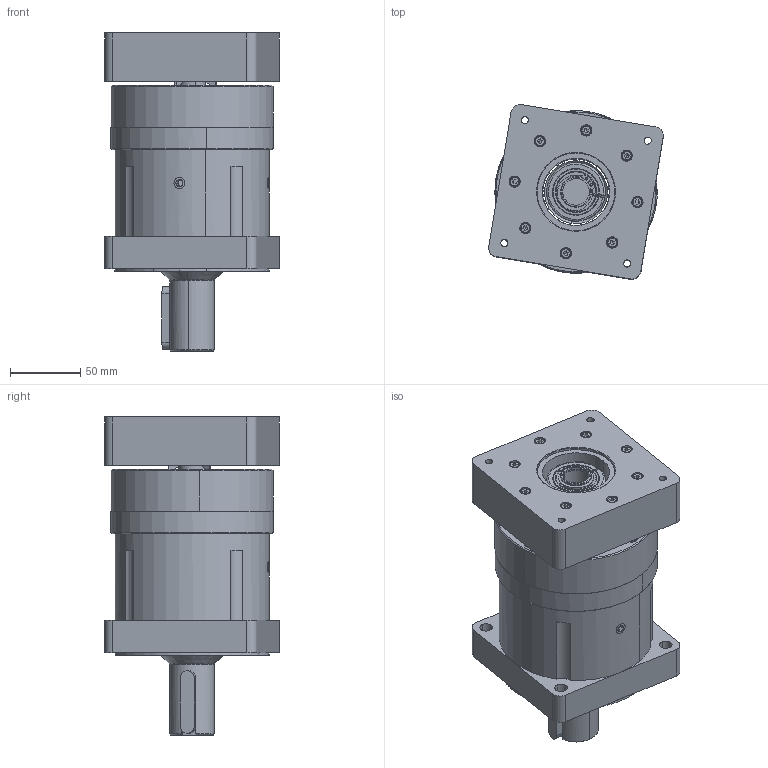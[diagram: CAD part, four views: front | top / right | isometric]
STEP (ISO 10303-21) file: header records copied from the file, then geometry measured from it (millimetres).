
FILE_DESCRIPTION (( 'STEP AP203' ), '1' );
FILE_NAME ('GH-032-M.STEP', '2018-12-12T22:10:54', ( '' ), ( '' ), 'SwSTEP 2.0', 'SolidWorks 2018', '' );
FILE_SCHEMA (( 'CONFIG_CONTROL_DESIGN' ));
Length unit declared in the file: millimetre
Products named in the file (1): GH-032-M
Bounding box: 124.69 x 124.7 x 227.08 mm (x, y, z)
Surface area: 141897.2 mm2 (no closed solid volume)
Topology: 0 solids, 38 shells, 452 faces, 1433 edges, 957 vertices
Faces by surface type: plane 196, cylinder 143, cone 107, torus 3, bspline 3
Entity records: 16924 total; most frequent: CARTESIAN_POINT 4265, DIRECTION 2749, ORIENTED_EDGE 2260, EDGE_CURVE 1397, AXIS2_PLACEMENT_3D 992, VERTEX_POINT 957, LINE 765, VECTOR 765
